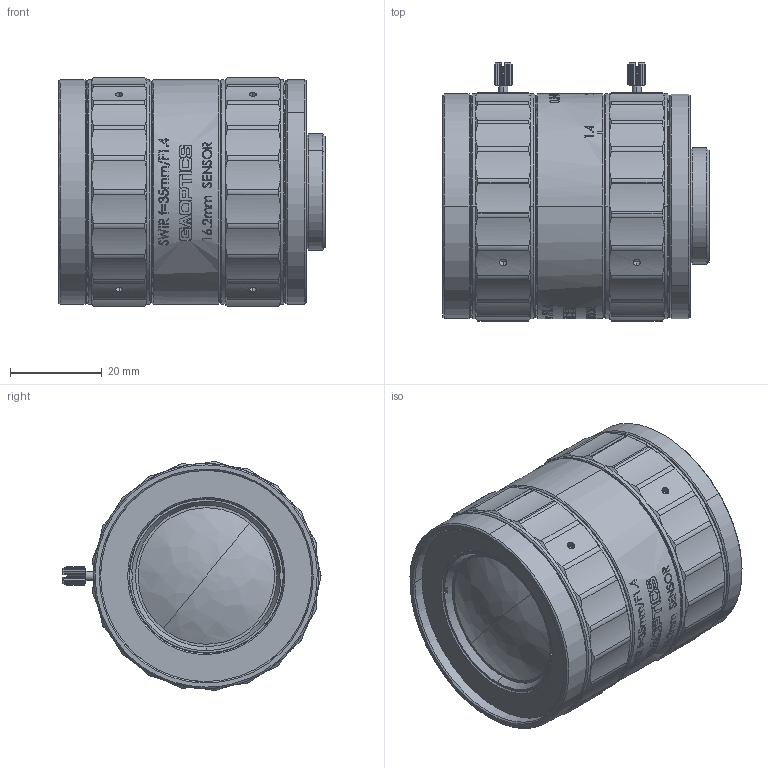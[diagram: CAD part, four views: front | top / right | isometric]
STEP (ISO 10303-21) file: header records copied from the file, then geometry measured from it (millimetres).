
FILE_DESCRIPTION (( 'STEP AP203' ), '1' );
FILE_NAME ('680004.STEP', '2020-12-30T09:25:28', ( '' ), ( '' ), 'SwSTEP 2.0', 'SolidWorks 2019', '' );
FILE_SCHEMA (( 'CONFIG_CONTROL_DESIGN' ));
Length unit declared in the file: millimetre
Products named in the file (1): 680004
Bounding box: 58 x 56.2 x 49.87 mm (x, y, z)
Surface area: 25848.9 mm2 (no closed solid volume)
Topology: 0 solids, 12 shells, 1184 faces, 3436 edges, 2401 vertices
Faces by surface type: bspline 1184
Entity records: 56776 total; most frequent: CARTESIAN_POINT 36898, ORIENTED_EDGE 6856, EDGE_CURVE 3432, B_SPLINE_CURVE_WITH_KNOTS 2728, VERTEX_POINT 2401, EDGE_LOOP 1333, FACE_OUTER_BOUND 1184, ADVANCED_FACE 1184
